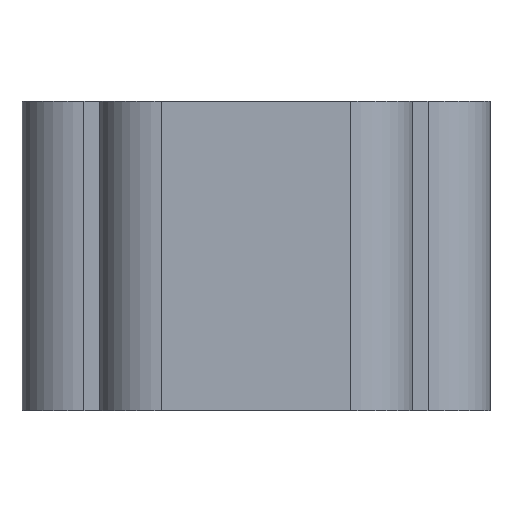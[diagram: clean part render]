
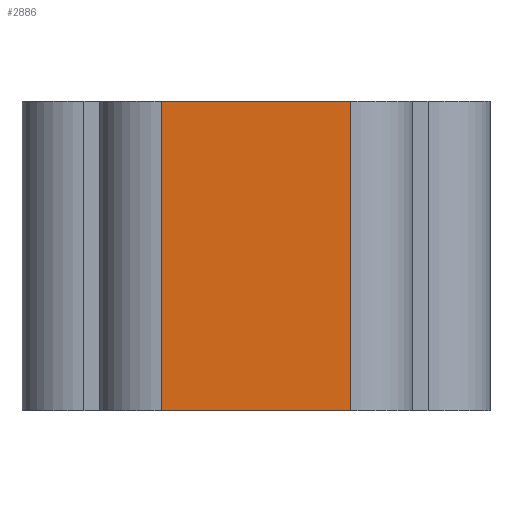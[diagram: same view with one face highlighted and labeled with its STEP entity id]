
A CAD part, front view. The second image highlights one B-rep face of the part: STEP entity #2886.
In plain terms, the highlighted planar face has unit normal (0, -1, 0).
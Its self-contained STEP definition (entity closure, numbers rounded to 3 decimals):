
#384 = PLANE('',#385);
#385 = AXIS2_PLACEMENT_3D('',#386,#387,#388);
#386 = CARTESIAN_POINT('',(-89.4,-140.5,0.));
#387 = DIRECTION('',(-0.,-0.,-1.));
#388 = DIRECTION('',(-1.,0.,0.));
#892 = PLANE('',#893);
#893 = AXIS2_PLACEMENT_3D('',#894,#895,#896);
#894 = CARTESIAN_POINT('',(-89.4,-140.5,-20.));
#895 = DIRECTION('',(-0.,-0.,-1.));
#896 = DIRECTION('',(-1.,0.,0.));
#1734 = VERTEX_POINT('',#1735);
#1735 = CARTESIAN_POINT('',(-83.3,-145.5,0.));
#1750 = CYLINDRICAL_SURFACE('',#1751,4.);
#1751 = AXIS2_PLACEMENT_3D('',#1752,#1753,#1754);
#1752 = CARTESIAN_POINT('',(-83.3,-141.5,0.));
#1753 = DIRECTION('',(-0.,-0.,-1.));
#1754 = DIRECTION('',(1.,0.,0.));
#1762 = EDGE_CURVE('',#1734,#1763,#1765,.T.);
#1763 = VERTEX_POINT('',#1764);
#1764 = CARTESIAN_POINT('',(-95.5,-145.5,0.));
#1765 = SURFACE_CURVE('',#1766,(#1770,#1777),.PCURVE_S1.);
#1766 = LINE('',#1767,#1768);
#1767 = CARTESIAN_POINT('',(-79.3,-145.5,0.));
#1768 = VECTOR('',#1769,1.);
#1769 = DIRECTION('',(-1.,0.,0.));
#1770 = PCURVE('',#384,#1771);
#1771 = DEFINITIONAL_REPRESENTATION('',(#1772),#1776);
#1772 = LINE('',#1773,#1774);
#1773 = CARTESIAN_POINT('',(-10.1,-5.));
#1774 = VECTOR('',#1775,1.);
#1775 = DIRECTION('',(1.,0.));
#1776 = ( GEOMETRIC_REPRESENTATION_CONTEXT(2) 
PARAMETRIC_REPRESENTATION_CONTEXT() REPRESENTATION_CONTEXT('2D SPACE',''
  ) );
#1777 = PCURVE('',#1778,#1783);
#1778 = PLANE('',#1779);
#1779 = AXIS2_PLACEMENT_3D('',#1780,#1781,#1782);
#1780 = CARTESIAN_POINT('',(-79.3,-145.5,0.));
#1781 = DIRECTION('',(0.,1.,0.));
#1782 = DIRECTION('',(-1.,0.,0.));
#1783 = DEFINITIONAL_REPRESENTATION('',(#1784),#1788);
#1784 = LINE('',#1785,#1786);
#1785 = CARTESIAN_POINT('',(0.,0.));
#1786 = VECTOR('',#1787,1.);
#1787 = DIRECTION('',(1.,0.));
#1788 = ( GEOMETRIC_REPRESENTATION_CONTEXT(2) 
PARAMETRIC_REPRESENTATION_CONTEXT() REPRESENTATION_CONTEXT('2D SPACE',''
  ) );
#1809 = CYLINDRICAL_SURFACE('',#1810,4.);
#1810 = AXIS2_PLACEMENT_3D('',#1811,#1812,#1813);
#1811 = CARTESIAN_POINT('',(-95.5,-141.5,0.));
#1812 = DIRECTION('',(-0.,-0.,-1.));
#1813 = DIRECTION('',(-1.,0.,0.));
#2289 = VERTEX_POINT('',#2290);
#2290 = CARTESIAN_POINT('',(-83.3,-145.5,-20.));
#2312 = EDGE_CURVE('',#2289,#2313,#2315,.T.);
#2313 = VERTEX_POINT('',#2314);
#2314 = CARTESIAN_POINT('',(-95.5,-145.5,-20.));
#2315 = SURFACE_CURVE('',#2316,(#2320,#2327),.PCURVE_S1.);
#2316 = LINE('',#2317,#2318);
#2317 = CARTESIAN_POINT('',(-79.3,-145.5,-20.));
#2318 = VECTOR('',#2319,1.);
#2319 = DIRECTION('',(-1.,0.,0.));
#2320 = PCURVE('',#892,#2321);
#2321 = DEFINITIONAL_REPRESENTATION('',(#2322),#2326);
#2322 = LINE('',#2323,#2324);
#2323 = CARTESIAN_POINT('',(-10.1,-5.));
#2324 = VECTOR('',#2325,1.);
#2325 = DIRECTION('',(1.,0.));
#2326 = ( GEOMETRIC_REPRESENTATION_CONTEXT(2) 
PARAMETRIC_REPRESENTATION_CONTEXT() REPRESENTATION_CONTEXT('2D SPACE',''
  ) );
#2327 = PCURVE('',#1778,#2328);
#2328 = DEFINITIONAL_REPRESENTATION('',(#2329),#2333);
#2329 = LINE('',#2330,#2331);
#2330 = CARTESIAN_POINT('',(0.,-20.));
#2331 = VECTOR('',#2332,1.);
#2332 = DIRECTION('',(1.,0.));
#2333 = ( GEOMETRIC_REPRESENTATION_CONTEXT(2) 
PARAMETRIC_REPRESENTATION_CONTEXT() REPRESENTATION_CONTEXT('2D SPACE',''
  ) );
#2864 = EDGE_CURVE('',#1763,#2313,#2865,.T.);
#2865 = SURFACE_CURVE('',#2866,(#2870,#2877),.PCURVE_S1.);
#2866 = LINE('',#2867,#2868);
#2867 = CARTESIAN_POINT('',(-95.5,-145.5,0.));
#2868 = VECTOR('',#2869,1.);
#2869 = DIRECTION('',(-0.,-0.,-1.));
#2870 = PCURVE('',#1809,#2871);
#2871 = DEFINITIONAL_REPRESENTATION('',(#2872),#2876);
#2872 = LINE('',#2873,#2874);
#2873 = CARTESIAN_POINT('',(-1.571,0.));
#2874 = VECTOR('',#2875,1.);
#2875 = DIRECTION('',(-0.,1.));
#2876 = ( GEOMETRIC_REPRESENTATION_CONTEXT(2) 
PARAMETRIC_REPRESENTATION_CONTEXT() REPRESENTATION_CONTEXT('2D SPACE',''
  ) );
#2877 = PCURVE('',#1778,#2878);
#2878 = DEFINITIONAL_REPRESENTATION('',(#2879),#2883);
#2879 = LINE('',#2880,#2881);
#2880 = CARTESIAN_POINT('',(16.2,0.));
#2881 = VECTOR('',#2882,1.);
#2882 = DIRECTION('',(0.,-1.));
#2883 = ( GEOMETRIC_REPRESENTATION_CONTEXT(2) 
PARAMETRIC_REPRESENTATION_CONTEXT() REPRESENTATION_CONTEXT('2D SPACE',''
  ) );
#2886 = ADVANCED_FACE('',(#2887),#1778,.F.);
#2887 = FACE_BOUND('',#2888,.F.);
#2888 = EDGE_LOOP('',(#2889,#2890,#2911,#2912));
#2889 = ORIENTED_EDGE('',*,*,#1762,.F.);
#2890 = ORIENTED_EDGE('',*,*,#2891,.T.);
#2891 = EDGE_CURVE('',#1734,#2289,#2892,.T.);
#2892 = SURFACE_CURVE('',#2893,(#2897,#2904),.PCURVE_S1.);
#2893 = LINE('',#2894,#2895);
#2894 = CARTESIAN_POINT('',(-83.3,-145.5,0.));
#2895 = VECTOR('',#2896,1.);
#2896 = DIRECTION('',(-0.,-0.,-1.));
#2897 = PCURVE('',#1778,#2898);
#2898 = DEFINITIONAL_REPRESENTATION('',(#2899),#2903);
#2899 = LINE('',#2900,#2901);
#2900 = CARTESIAN_POINT('',(4.,0.));
#2901 = VECTOR('',#2902,1.);
#2902 = DIRECTION('',(0.,-1.));
#2903 = ( GEOMETRIC_REPRESENTATION_CONTEXT(2) 
PARAMETRIC_REPRESENTATION_CONTEXT() REPRESENTATION_CONTEXT('2D SPACE',''
  ) );
#2904 = PCURVE('',#1750,#2905);
#2905 = DEFINITIONAL_REPRESENTATION('',(#2906),#2910);
#2906 = LINE('',#2907,#2908);
#2907 = CARTESIAN_POINT('',(1.571,0.));
#2908 = VECTOR('',#2909,1.);
#2909 = DIRECTION('',(0.,1.));
#2910 = ( GEOMETRIC_REPRESENTATION_CONTEXT(2) 
PARAMETRIC_REPRESENTATION_CONTEXT() REPRESENTATION_CONTEXT('2D SPACE',''
  ) );
#2911 = ORIENTED_EDGE('',*,*,#2312,.T.);
#2912 = ORIENTED_EDGE('',*,*,#2864,.F.);
